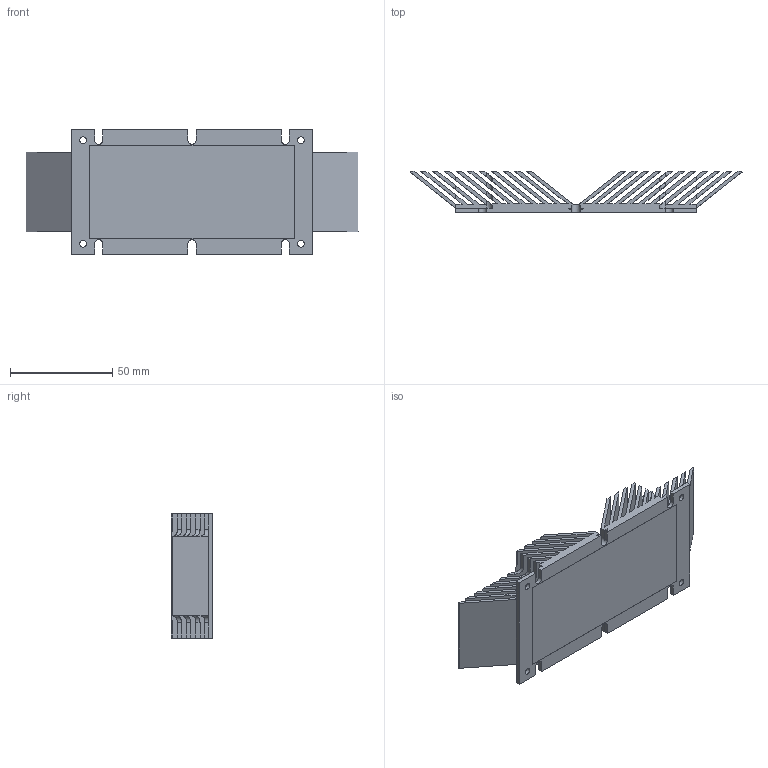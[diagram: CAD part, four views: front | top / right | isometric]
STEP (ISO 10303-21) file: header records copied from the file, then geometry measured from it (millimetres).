
FILE_DESCRIPTION(/* description */ ('STEP AP203'),/* implementation_level */ '2;1');
FILE_NAME(/* name */ 'heatsink_ATS_1151_C1_R0.STEP',/* time_stamp */ '2025-01-03T11:30:37+01:00',/* author */ ('remi.decoster'),/* organization */ ('Microsoft'),/* preprocessor_version */ 'ST-DEVELOPER v18.1',/* originating_system */ 'Autodesk Inventor 2021',/* authorisation */ '');
FILE_SCHEMA (('CONFIG_CONTROL_DESIGN'));
Length unit declared in the file: millimetre
Products named in the file (1): heatsink_ATS_1151_C1_R0
Bounding box: 162.69 x 20.15 x 61 mm (x, y, z)
Volume: 72048.2 mm3; surface area: 84029.4 mm2
Topology: 2 solids, 2 shells, 212 faces, 620 edges, 412 vertices
Faces by surface type: plane 178, cylinder 34
Full cylindrical faces by diameter (mm): 3.3 x4
Entity records: 7241 total; most frequent: CARTESIAN_POINT 1245, ORIENTED_EDGE 1240, DIRECTION 1130, EDGE_CURVE 620, LINE 536, VECTOR 536, VERTEX_POINT 412, AXIS2_PLACEMENT_3D 297
